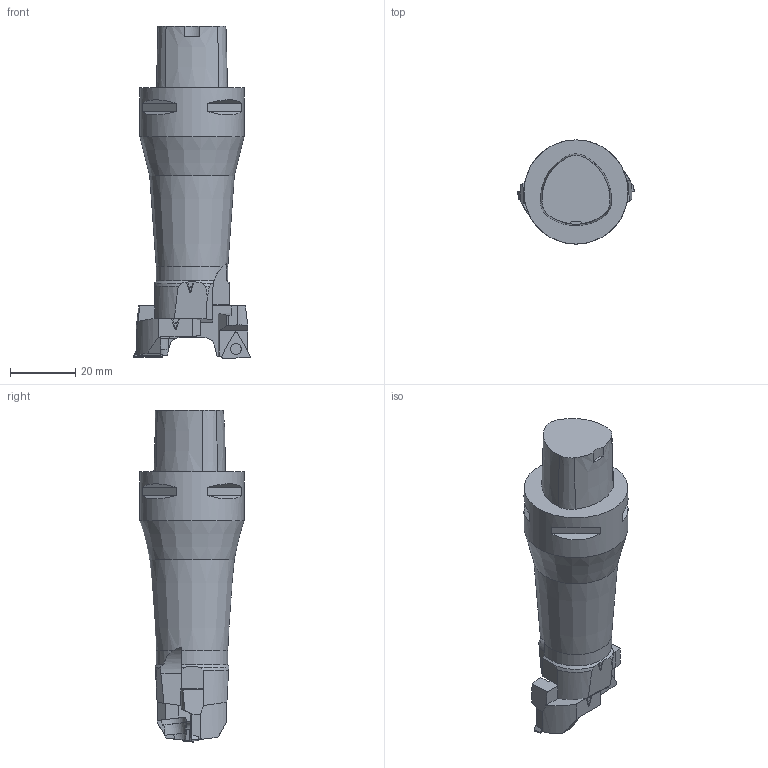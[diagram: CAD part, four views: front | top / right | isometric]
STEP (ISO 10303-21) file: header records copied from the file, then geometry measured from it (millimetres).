
FILE_DESCRIPTION(/* description */ (''),/* implementation_level */ '2;1');
FILE_NAME(/* name */ '1548227657504.stp',/* time_stamp */ '2019-01-23T08:14:35+01:00',/* author */ (''),/* organization */ ('SMS'),/* preprocessor_version */ 'ST-DEVELOPER v15',/* originating_system */ 'SIEMENS PLM Software NX 8.5',/* authorisation */ '');
FILE_SCHEMA (('AUTOMOTIVE_DESIGN { 1 0 10303 214 3 1 1 1 }'));
Length unit declared in the file: millimetre
Products named in the file (10): ASSEMBLY_CONSTRUCTION; 202021695mod000_00; IsoTurningInsert; 202021522mod000_00; 200952696mod000_01; 202021719mod000_00; 202021677mod000_00; 202027127mod000_00
Assembly tree (10 placements, depth 3):
  202027127mod000_00
    202021677mod000_00
      202021522mod000_00
      IsoTurningInsert
      ASSEMBLY_CONSTRUCTION
    202021719mod000_00
      202021695mod000_00
      IsoTurningInsert
      ASSEMBLY_CONSTRUCTION
    ASSEMBLY_CONSTRUCTION
    200952696mod000_01
Bounding box: 36 x 32 x 102 mm (x, y, z)
Volume: 47968.3 mm3; surface area: 11274.9 mm2
Topology: 5 solids, 5 shells, 228 faces, 599 edges, 416 vertices
Faces by surface type: plane 142, cylinder 33, cone 28, extrusion 17, torus 8
Full cylindrical faces by diameter (mm): 2.5 x4, 32 x1
Entity records: 7494 total; most frequent: CARTESIAN_POINT 1971, ORIENTED_EDGE 1090, DIRECTION 1008, EDGE_CURVE 545, VERTEX_POINT 369, AXIS2_PLACEMENT_3D 350, VECTOR 308, LINE 291
